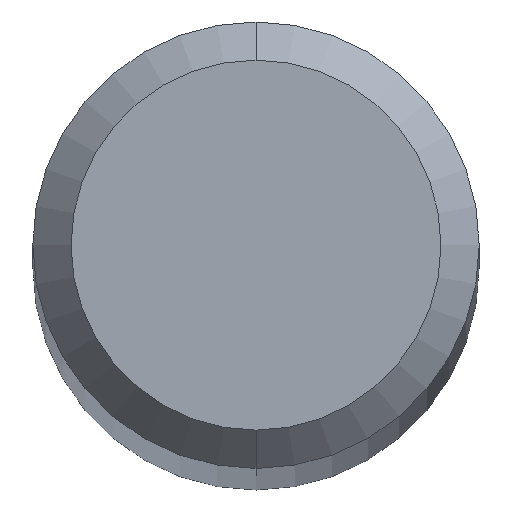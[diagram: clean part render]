
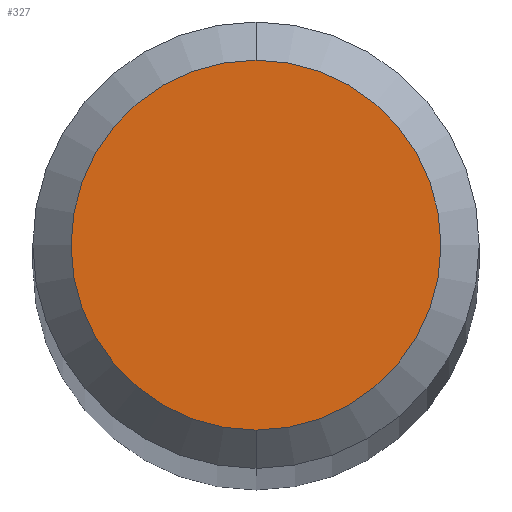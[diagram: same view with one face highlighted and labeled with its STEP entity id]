
A CAD part, top view. The second image highlights one B-rep face of the part: STEP entity #327.
In plain terms, the highlighted planar face has unit normal (0, 0, 1).
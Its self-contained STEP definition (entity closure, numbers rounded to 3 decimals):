
#247=VERTEX_POINT('',#497);
#277=EDGE_CURVE('',#247,#349,#531,.T.);
#327=ADVANCED_FACE('',(#584),#585,.T.);
#331=EDGE_CURVE('',#349,#247,#589,.T.);
#349=VERTEX_POINT('',#608);
#497=CARTESIAN_POINT('',(0.0,1.45,0.0));
#531=CIRCLE('',#820,1.45);
#584=FACE_OUTER_BOUND('',#897,.T.);
#585=PLANE('',#898);
#589=CIRCLE('',#903,1.45);
#608=CARTESIAN_POINT('',(0.,-1.45,0.0));
#820=AXIS2_PLACEMENT_3D('',#1162,#1163,#1164);
#897=EDGE_LOOP('',(#1217,#1218));
#898=AXIS2_PLACEMENT_3D('',#1219,#1220,#1221);
#903=AXIS2_PLACEMENT_3D('',#1222,#1223,#1224);
#1162=CARTESIAN_POINT('',(0.0,0.0,0.0));
#1163=DIRECTION('',(0.0,0.0,-1.0));
#1164=DIRECTION('',(0.0,1.0,0.0));
#1217=ORIENTED_EDGE('',*,*,#277,.F.);
#1218=ORIENTED_EDGE('',*,*,#331,.F.);
#1219=CARTESIAN_POINT('',(0.0,0.725,0.0));
#1220=DIRECTION('',(-0.0,0.0,1.0));
#1221=DIRECTION('',(0.0,-1.0,0.0));
#1222=CARTESIAN_POINT('',(0.0,0.0,0.0));
#1223=DIRECTION('',(0.0,0.0,-1.0));
#1224=DIRECTION('',(0.0,1.0,0.0));
